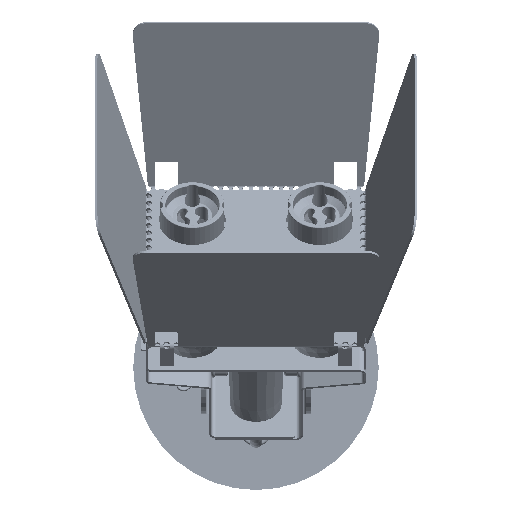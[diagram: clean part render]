
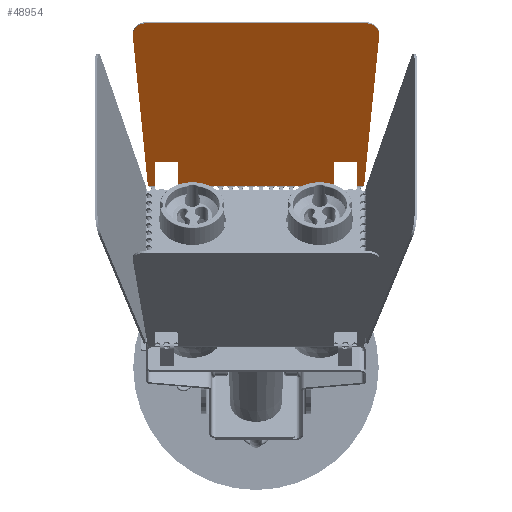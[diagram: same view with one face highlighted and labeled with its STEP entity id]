
A CAD part, front view. The second image highlights one B-rep face of the part: STEP entity #48954.
In plain terms, the highlighted face is planar.
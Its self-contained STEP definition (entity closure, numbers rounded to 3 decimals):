
#118 = DIRECTION ( 'NONE',  ( 1., 0., 0. ) ) ;
#1296 = VERTEX_POINT ( 'NONE', #49930 ) ;
#2290 = CARTESIAN_POINT ( 'NONE',  ( -43.5, -12.368, 51.581 ) ) ;
#3020 = DIRECTION ( 'NONE',  ( 1., 0., 0. ) ) ;
#3027 = ORIENTED_EDGE ( 'NONE', *, *, #14866, .F. ) ;
#3656 = LINE ( 'NONE', #21394, #38996 ) ;
#3815 = EDGE_CURVE ( 'NONE', #51889, #45979, #43221, .T. ) ;
#6056 = CARTESIAN_POINT ( 'NONE',  ( 33.5, -12.368, 51.581 ) ) ;
#6301 = EDGE_LOOP ( 'NONE', ( #19443, #63923, #23842, #3027, #13778, #29305, #20207, #38598, #28463, #70404, #35806, #71123, #50779, #71017 ) ) ;
#8626 = AXIS2_PLACEMENT_3D ( 'NONE', #51933, #68581, #22556 ) ;
#8864 = DIRECTION ( 'NONE',  ( 1., 0., 0. ) ) ;
#9279 = EDGE_CURVE ( 'NONE', #45302, #70294, #62311, .T. ) ;
#11114 = DIRECTION ( 'NONE',  ( -1., 0., 0. ) ) ;
#11438 = CARTESIAN_POINT ( 'NONE',  ( -47.214, -0.741, 48.466 ) ) ;
#11778 = CARTESIAN_POINT ( 'NONE',  ( 43.5, -12.368, 51.581 ) ) ;
#12810 = CARTESIAN_POINT ( 'NONE',  ( -47.214, 167.295, 3.441 ) ) ;
#13778 = ORIENTED_EDGE ( 'NONE', *, *, #57289, .F. ) ;
#14866 = EDGE_CURVE ( 'NONE', #60851, #71082, #53326, .T. ) ;
#15218 = EDGE_CURVE ( 'NONE', #40231, #1296, #19845, .T. ) ;
#15442 = VERTEX_POINT ( 'NONE', #59722 ) ;
#16520 = VECTOR ( 'NONE', #68843, 1000. ) ;
#16604 = VERTEX_POINT ( 'NONE', #39331 ) ;
#17804 = CARTESIAN_POINT ( 'NONE',  ( 53.191, -72.716, 67.751 ) ) ;
#18229 = VECTOR ( 'NONE', #38948, 1000. ) ;
#18440 = VECTOR ( 'NONE', #118, 1000. ) ;
#18624 = PLANE ( 'NONE',  #50186 ) ;
#19443 = ORIENTED_EDGE ( 'NONE', *, *, #39915, .T. ) ;
#19845 = LINE ( 'NONE', #64231, #65031 ) ;
#19863 = CARTESIAN_POINT ( 'NONE',  ( -47.214, -79.016, 69.44 ) ) ;
#19930 = LINE ( 'NONE', #42840, #64217 ) ;
#20207 = ORIENTED_EDGE ( 'NONE', *, *, #26156, .F. ) ;
#20331 = VERTEX_POINT ( 'NONE', #51664 ) ;
#21394 = CARTESIAN_POINT ( 'NONE',  ( -53.191, -72.716, 67.751 ) ) ;
#22556 = DIRECTION ( 'NONE',  ( 0., 0.966, -0.259 ) ) ;
#22709 = CARTESIAN_POINT ( 'NONE',  ( 46.5, 1.155, 47.958 ) ) ;
#23842 = ORIENTED_EDGE ( 'NONE', *, *, #70335, .F. ) ;
#24191 = DIRECTION ( 'NONE',  ( 0., -0.259, -0.966 ) ) ;
#25278 = EDGE_CURVE ( 'NONE', #16604, #47933, #19930, .T. ) ;
#26032 = VECTOR ( 'NONE', #50230, 1000. ) ;
#26156 = EDGE_CURVE ( 'NONE', #45979, #15442, #3656, .T. ) ;
#28044 = DIRECTION ( 'NONE',  ( 0., -0.966, 0.259 ) ) ;
#28463 = ORIENTED_EDGE ( 'NONE', *, *, #49276, .T. ) ;
#28751 = VERTEX_POINT ( 'NONE', #58350 ) ;
#29305 = ORIENTED_EDGE ( 'NONE', *, *, #29473, .F. ) ;
#29473 = EDGE_CURVE ( 'NONE', #15442, #74593, #42545, .T. ) ;
#29595 = DIRECTION ( 'NONE',  ( 0., 0.966, -0.259 ) ) ;
#29776 = LINE ( 'NONE', #73697, #26032 ) ;
#30966 = LINE ( 'NONE', #22709, #18229 ) ;
#33840 = LINE ( 'NONE', #11778, #18440 ) ;
#33945 = DIRECTION ( 'NONE',  ( 0., -0.966, 0.259 ) ) ;
#34700 = VECTOR ( 'NONE', #3020, 1000. ) ;
#35554 = CARTESIAN_POINT ( 'NONE',  ( 47.214, -79.016, 69.44 ) ) ;
#35806 = ORIENTED_EDGE ( 'NONE', *, *, #15218, .T. ) ;
#38562 = CARTESIAN_POINT ( 'NONE',  ( 47.214, -79.016, 69.44 ) ) ;
#38598 = ORIENTED_EDGE ( 'NONE', *, *, #3815, .F. ) ;
#38948 = DIRECTION ( 'NONE',  ( -0.087, 0.962, -0.258 ) ) ;
#38996 = VECTOR ( 'NONE', #56326, 1000. ) ;
#39331 = CARTESIAN_POINT ( 'NONE',  ( 43.5, -0.741, 48.466 ) ) ;
#39915 = EDGE_CURVE ( 'NONE', #28751, #16604, #29776, .T. ) ;
#40231 = VERTEX_POINT ( 'NONE', #54501 ) ;
#40585 = CARTESIAN_POINT ( 'NONE',  ( -46.672, -0.741, 48.466 ) ) ;
#42545 = CIRCLE ( 'NONE', #8626, 6. ) ;
#42565 = EDGE_CURVE ( 'NONE', #1296, #45302, #44659, .T. ) ;
#42840 = CARTESIAN_POINT ( 'NONE',  ( -47.214, -0.741, 48.466 ) ) ;
#43221 = LINE ( 'NONE', #63487, #44057 ) ;
#44057 = VECTOR ( 'NONE', #11114, 1000. ) ;
#44659 = LINE ( 'NONE', #11438, #16520 ) ;
#45178 = FACE_OUTER_BOUND ( 'NONE', #6301, .T. ) ;
#45302 = VERTEX_POINT ( 'NONE', #59965 ) ;
#45979 = VERTEX_POINT ( 'NONE', #40585 ) ;
#47933 = VERTEX_POINT ( 'NONE', #74155 ) ;
#48954 = ADVANCED_FACE ( 'NONE', ( #45178 ), #18624, .T. ) ;
#49276 = EDGE_CURVE ( 'NONE', #51889, #20331, #68580, .T. ) ;
#49930 = CARTESIAN_POINT ( 'NONE',  ( -33.5, -0.741, 48.466 ) ) ;
#50186 = AXIS2_PLACEMENT_3D ( 'NONE', #12810, #24191, #53316 ) ;
#50230 = DIRECTION ( 'NONE',  ( 0., 0.966, -0.259 ) ) ;
#50779 = ORIENTED_EDGE ( 'NONE', *, *, #9279, .T. ) ;
#51664 = CARTESIAN_POINT ( 'NONE',  ( -43.5, -12.368, 51.581 ) ) ;
#51889 = VERTEX_POINT ( 'NONE', #58280 ) ;
#51933 = CARTESIAN_POINT ( 'NONE',  ( -47.214, -73.221, 67.887 ) ) ;
#53316 = DIRECTION ( 'NONE',  ( 0., 0.966, -0.259 ) ) ;
#53326 = CIRCLE ( 'NONE', #57046, 6. ) ;
#54501 = CARTESIAN_POINT ( 'NONE',  ( -33.5, -12.368, 51.581 ) ) ;
#56326 = DIRECTION ( 'NONE',  ( -0.087, -0.962, 0.258 ) ) ;
#57046 = AXIS2_PLACEMENT_3D ( 'NONE', #57244, #62053, #63798 ) ;
#57244 = CARTESIAN_POINT ( 'NONE',  ( 47.214, -73.221, 67.887 ) ) ;
#57289 = EDGE_CURVE ( 'NONE', #74593, #60851, #68212, .T. ) ;
#58280 = CARTESIAN_POINT ( 'NONE',  ( -43.5, -0.741, 48.466 ) ) ;
#58350 = CARTESIAN_POINT ( 'NONE',  ( 43.5, -12.368, 51.581 ) ) ;
#58374 = EDGE_CURVE ( 'NONE', #70294, #28751, #33840, .T. ) ;
#59722 = CARTESIAN_POINT ( 'NONE',  ( -53.191, -72.716, 67.751 ) ) ;
#59965 = CARTESIAN_POINT ( 'NONE',  ( 33.5, -0.741, 48.466 ) ) ;
#60851 = VERTEX_POINT ( 'NONE', #35554 ) ;
#62053 = DIRECTION ( 'NONE',  ( 0., 0.259, 0.966 ) ) ;
#62311 = LINE ( 'NONE', #6056, #73221 ) ;
#63487 = CARTESIAN_POINT ( 'NONE',  ( -47.214, -0.741, 48.466 ) ) ;
#63798 = DIRECTION ( 'NONE',  ( 0., 0.966, -0.259 ) ) ;
#63923 = ORIENTED_EDGE ( 'NONE', *, *, #25278, .T. ) ;
#64217 = VECTOR ( 'NONE', #8864, 1000. ) ;
#64231 = CARTESIAN_POINT ( 'NONE',  ( -33.5, -12.368, 51.581 ) ) ;
#65031 = VECTOR ( 'NONE', #29595, 1000. ) ;
#68212 = LINE ( 'NONE', #38562, #73657 ) ;
#68446 = EDGE_CURVE ( 'NONE', #20331, #40231, #71828, .T. ) ;
#68580 = LINE ( 'NONE', #74080, #71406 ) ;
#68581 = DIRECTION ( 'NONE',  ( 0., 0.259, 0.966 ) ) ;
#68843 = DIRECTION ( 'NONE',  ( 1., 0., 0. ) ) ;
#70294 = VERTEX_POINT ( 'NONE', #74054 ) ;
#70335 = EDGE_CURVE ( 'NONE', #71082, #47933, #30966, .T. ) ;
#70404 = ORIENTED_EDGE ( 'NONE', *, *, #68446, .T. ) ;
#71017 = ORIENTED_EDGE ( 'NONE', *, *, #58374, .T. ) ;
#71082 = VERTEX_POINT ( 'NONE', #17804 ) ;
#71123 = ORIENTED_EDGE ( 'NONE', *, *, #42565, .T. ) ;
#71406 = VECTOR ( 'NONE', #28044, 1000. ) ;
#71828 = LINE ( 'NONE', #2290, #34700 ) ;
#72211 = DIRECTION ( 'NONE',  ( 1., 0., 0. ) ) ;
#73221 = VECTOR ( 'NONE', #33945, 1000. ) ;
#73657 = VECTOR ( 'NONE', #72211, 1000. ) ;
#73697 = CARTESIAN_POINT ( 'NONE',  ( 43.5, 1.155, 47.958 ) ) ;
#74054 = CARTESIAN_POINT ( 'NONE',  ( 33.5, -12.368, 51.581 ) ) ;
#74080 = CARTESIAN_POINT ( 'NONE',  ( -43.5, 1.155, 47.958 ) ) ;
#74155 = CARTESIAN_POINT ( 'NONE',  ( 46.672, -0.741, 48.466 ) ) ;
#74593 = VERTEX_POINT ( 'NONE', #19863 ) ;
